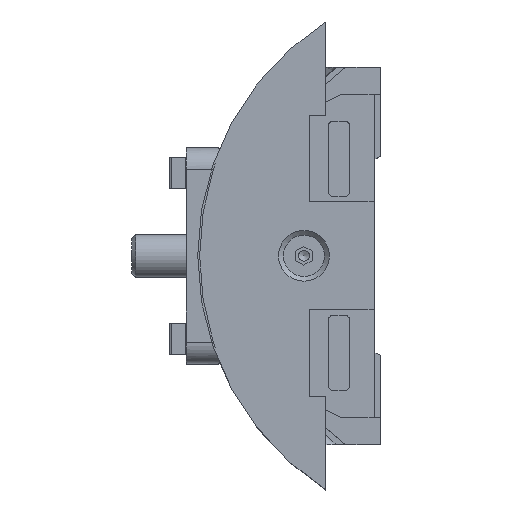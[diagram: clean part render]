
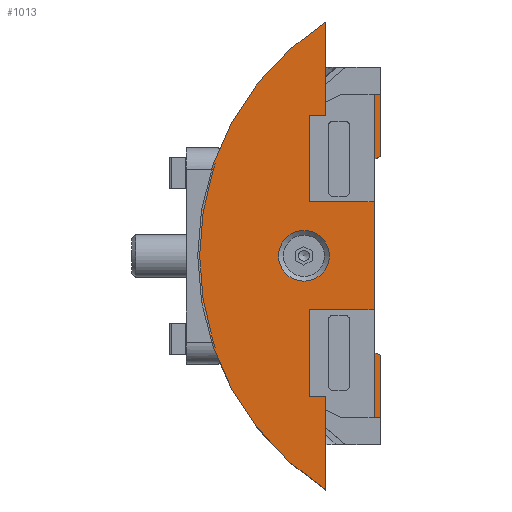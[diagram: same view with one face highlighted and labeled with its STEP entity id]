
A CAD part, top view. The second image highlights one B-rep face of the part: STEP entity #1013.
In plain terms, the highlighted planar face has unit normal (0, 0, 1).
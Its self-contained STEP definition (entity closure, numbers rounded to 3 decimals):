
#1013=ADVANCED_FACE('',(#1763,#1764),#1765,.T.);
#1763=FACE_OUTER_BOUND('',#2534,.T.);
#1764=FACE_BOUND('',#2535,.T.);
#1765=PLANE('',#2536);
#2534=EDGE_LOOP('',(#5345,#5346,#5347,#5348,#5349,#5350,#5351,#5352,#5353,#5354,#5355,#5356,#5357,#5358,#5359,#5360,#5361,#5362));
#2535=EDGE_LOOP('',(#5363));
#2536=AXIS2_PLACEMENT_3D('',#5364,#5365,#5366);
#5345=ORIENTED_EDGE('',*,*,#6389,.F.);
#5346=ORIENTED_EDGE('',*,*,#6421,.F.);
#5347=ORIENTED_EDGE('',*,*,#6422,.F.);
#5348=ORIENTED_EDGE('',*,*,#6380,.F.);
#5349=ORIENTED_EDGE('',*,*,#6296,.F.);
#5350=ORIENTED_EDGE('',*,*,#6309,.T.);
#5351=ORIENTED_EDGE('',*,*,#6283,.F.);
#5352=ORIENTED_EDGE('',*,*,#6365,.F.);
#5353=ORIENTED_EDGE('',*,*,#6405,.F.);
#5354=ORIENTED_EDGE('',*,*,#6401,.F.);
#5355=ORIENTED_EDGE('',*,*,#6410,.F.);
#5356=ORIENTED_EDGE('',*,*,#6412,.F.);
#5357=ORIENTED_EDGE('',*,*,#6318,.T.);
#5358=ORIENTED_EDGE('',*,*,#6423,.T.);
#5359=ORIENTED_EDGE('',*,*,#6424,.T.);
#5360=ORIENTED_EDGE('',*,*,#6425,.T.);
#5361=ORIENTED_EDGE('',*,*,#6312,.T.);
#5362=ORIENTED_EDGE('',*,*,#6414,.F.);
#5363=ORIENTED_EDGE('',*,*,#6372,.T.);
#5364=CARTESIAN_POINT('',(42.04,0.,20.0));
#5365=DIRECTION('',(0.0,0.0,1.0));
#5366=DIRECTION('',(1.0,0.0,0.0));
#6283=EDGE_CURVE('',#7722,#7723,#7724,.T.);
#6296=EDGE_CURVE('',#7748,#7749,#7750,.T.);
#6309=EDGE_CURVE('',#7748,#7723,#7772,.T.);
#6312=EDGE_CURVE('',#7777,#7774,#7778,.T.);
#6318=EDGE_CURVE('',#7783,#7787,#7789,.T.);
#6365=EDGE_CURVE('',#7874,#7722,#7875,.T.);
#6372=EDGE_CURVE('',#7887,#7887,#7888,.T.);
#6380=EDGE_CURVE('',#7749,#7898,#7899,.T.);
#6389=EDGE_CURVE('',#7911,#7913,#7914,.T.);
#6401=EDGE_CURVE('',#7930,#7931,#7932,.T.);
#6405=EDGE_CURVE('',#7931,#7874,#7938,.T.);
#6410=EDGE_CURVE('',#7945,#7930,#7946,.T.);
#6412=EDGE_CURVE('',#7783,#7945,#7948,.T.);
#6414=EDGE_CURVE('',#7913,#7774,#7950,.T.);
#6421=EDGE_CURVE('',#7960,#7911,#7961,.T.);
#6422=EDGE_CURVE('',#7898,#7960,#7962,.T.);
#6423=EDGE_CURVE('',#7787,#7963,#7964,.T.);
#6424=EDGE_CURVE('',#7963,#7965,#7966,.T.);
#6425=EDGE_CURVE('',#7965,#7777,#7967,.T.);
#7722=VERTEX_POINT('',#10143);
#7723=VERTEX_POINT('',#10144);
#7724=LINE('',#10145,#10146);
#7748=VERTEX_POINT('',#10187);
#7749=VERTEX_POINT('',#10188);
#7750=LINE('',#10189,#10190);
#7772=CIRCLE('',#10231,51.5);
#7774=VERTEX_POINT('',#10233);
#7777=VERTEX_POINT('',#10237);
#7778=LINE('',#10238,#10239);
#7783=VERTEX_POINT('',#10246);
#7787=VERTEX_POINT('',#10252);
#7789=LINE('',#10255,#10256);
#7874=VERTEX_POINT('',#10372);
#7875=LINE('',#10373,#10374);
#7887=VERTEX_POINT('',#10392);
#7888=CIRCLE('',#10393,4.7);
#7898=VERTEX_POINT('',#10409);
#7899=LINE('',#10410,#10411);
#7911=VERTEX_POINT('',#10428);
#7913=VERTEX_POINT('',#10431);
#7914=LINE('',#10432,#10433);
#7930=VERTEX_POINT('',#10456);
#7931=VERTEX_POINT('',#10457);
#7932=LINE('',#10458,#10459);
#7938=LINE('',#10468,#10469);
#7945=VERTEX_POINT('',#10480);
#7946=LINE('',#10481,#10482);
#7948=LINE('',#10485,#10486);
#7950=LINE('',#10489,#10490);
#7960=VERTEX_POINT('',#10503);
#7961=LINE('',#10504,#10505);
#7962=LINE('',#10506,#10507);
#7963=VERTEX_POINT('',#10508);
#7964=LINE('',#10509,#10510);
#7965=VERTEX_POINT('',#10511);
#7966=LINE('',#10512,#10513);
#7967=LINE('',#10514,#10515);
#10143=CARTESIAN_POINT('',(14.24,-26.0,20.0));
#10144=CARTESIAN_POINT('',(14.24,-43.352,20.0));
#10145=CARTESIAN_POINT('',(14.24,-28.5,20.0));
#10146=VECTOR('',#11714,1.0);
#10187=CARTESIAN_POINT('',(14.24,43.352,20.0));
#10188=CARTESIAN_POINT('',(14.24,26.0,20.0));
#10189=CARTESIAN_POINT('',(14.24,53.5,20.0));
#10190=VECTOR('',#11729,1.0);
#10231=AXIS2_PLACEMENT_3D('',#11744,#11745,#11746);
#10233=CARTESIAN_POINT('',(24.4,30.0,20.0));
#10237=CARTESIAN_POINT('',(24.4,18.5,20.0));
#10238=CARTESIAN_POINT('',(24.4,18.5,20.0));
#10239=VECTOR('',#11751,1.0);
#10246=CARTESIAN_POINT('',(24.4,-30.0,20.0));
#10252=CARTESIAN_POINT('',(24.4,-18.5,20.0));
#10255=CARTESIAN_POINT('',(24.4,-48.385,20.0));
#10256=VECTOR('',#11757,1.0);
#10372=CARTESIAN_POINT('',(11.24,-26.0,20.0));
#10373=CARTESIAN_POINT('',(11.24,-26.0,20.0));
#10374=VECTOR('',#11834,1.0);
#10392=CARTESIAN_POINT('',(5.54,0.0,20.0));
#10393=AXIS2_PLACEMENT_3D('',#11841,#11842,#11843);
#10409=CARTESIAN_POINT('',(11.24,26.0,20.0));
#10410=CARTESIAN_POINT('',(14.24,26.0,20.0));
#10411=VECTOR('',#11853,1.0);
#10428=CARTESIAN_POINT('',(23.24,10.0,20.0));
#10431=CARTESIAN_POINT('',(23.24,30.0,20.0));
#10432=CARTESIAN_POINT('',(23.24,10.0,20.0));
#10433=VECTOR('',#11866,1.0);
#10456=CARTESIAN_POINT('',(23.24,-10.0,20.0));
#10457=CARTESIAN_POINT('',(11.24,-10.0,20.0));
#10458=CARTESIAN_POINT('',(23.24,-10.0,20.0));
#10459=VECTOR('',#11886,1.0);
#10468=CARTESIAN_POINT('',(11.24,-10.0,20.0));
#10469=VECTOR('',#11890,1.0);
#10480=CARTESIAN_POINT('',(23.24,-30.0,20.0));
#10481=CARTESIAN_POINT('',(23.24,-32.0,20.0));
#10482=VECTOR('',#11895,1.0);
#10485=CARTESIAN_POINT('',(42.04,-30.0,20.0));
#10486=VECTOR('',#11897,1.0);
#10489=CARTESIAN_POINT('',(17.24,30.0,20.0));
#10490=VECTOR('',#11899,1.0);
#10503=CARTESIAN_POINT('',(11.24,10.0,20.0));
#10504=CARTESIAN_POINT('',(11.24,10.0,20.0));
#10505=VECTOR('',#11912,1.0);
#10506=CARTESIAN_POINT('',(11.24,26.0,20.0));
#10507=VECTOR('',#11913,1.0);
#10508=CARTESIAN_POINT('',(23.4,-17.923,20.0));
#10509=CARTESIAN_POINT('',(24.4,-18.5,20.0));
#10510=VECTOR('',#11914,1.0);
#10511=CARTESIAN_POINT('',(23.4,17.923,20.0));
#10512=CARTESIAN_POINT('',(23.4,-17.923,20.0));
#10513=VECTOR('',#11915,1.0);
#10514=CARTESIAN_POINT('',(23.4,17.923,20.0));
#10515=VECTOR('',#11916,1.0);
#11714=DIRECTION('',(0.0,-1.0,0.0));
#11729=DIRECTION('',(0.0,-1.0,0.0));
#11744=CARTESIAN_POINT('',(42.04,0.,20.0));
#11745=DIRECTION('',(0.0,0.0,1.0));
#11746=DIRECTION('',(1.0,0.0,0.0));
#11751=DIRECTION('',(0.0,1.0,0.0));
#11757=DIRECTION('',(0.0,1.0,0.0));
#11834=DIRECTION('',(1.0,0.0,0.0));
#11841=CARTESIAN_POINT('',(10.24,0.0,20.0));
#11842=DIRECTION('',(0.0,0.0,-1.0));
#11843=DIRECTION('',(-1.0,0.0,0.0));
#11853=DIRECTION('',(-1.0,0.0,0.0));
#11866=DIRECTION('',(0.0,1.0,0.0));
#11886=DIRECTION('',(-1.0,0.0,0.0));
#11890=DIRECTION('',(0.0,-1.0,0.0));
#11895=DIRECTION('',(0.0,1.0,0.0));
#11897=DIRECTION('',(-1.0,0.0,0.0));
#11899=DIRECTION('',(1.0,0.0,0.0));
#11912=DIRECTION('',(1.0,0.0,0.0));
#11913=DIRECTION('',(0.0,-1.0,0.0));
#11914=DIRECTION('',(-0.866,0.5,0.0));
#11915=DIRECTION('',(0.0,1.0,0.0));
#11916=DIRECTION('',(0.866,0.5,0.0));
